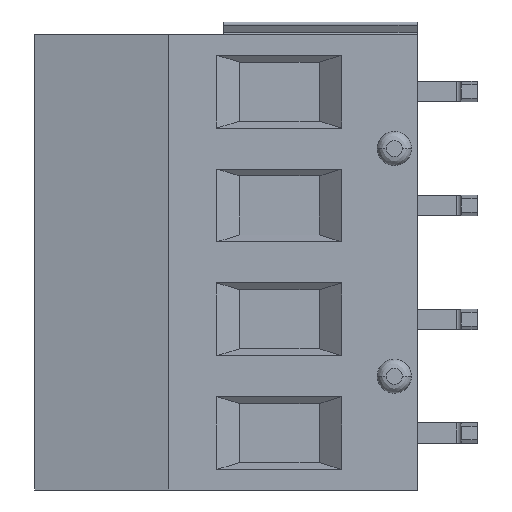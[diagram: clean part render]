
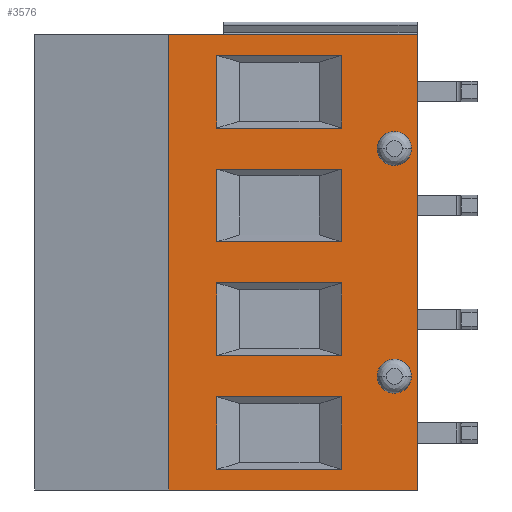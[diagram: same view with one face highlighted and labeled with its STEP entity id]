
A CAD part, left-side view. The second image highlights one B-rep face of the part: STEP entity #3576.
In plain terms, the highlighted planar face has unit normal (-1, 0, 0).
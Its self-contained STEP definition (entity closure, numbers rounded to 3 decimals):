
#41=DIRECTION('',(0.,1.,0.));
#42=VECTOR('',#41,10.9);
#43=CARTESIAN_POINT('',(-1.85,-7.05,17.5));
#44=LINE('',#43,#42);
#269=DIRECTION('',(0.,0.,1.));
#270=VECTOR('',#269,20.);
#271=CARTESIAN_POINT('',(-1.85,-7.05,-2.5));
#272=LINE('',#271,#270);
#449=DIRECTION('',(0.,0.,1.));
#450=VECTOR('',#449,20.);
#451=CARTESIAN_POINT('',(-1.85,3.85,-2.5));
#452=LINE('',#451,#450);
#453=DIRECTION('',(0.,1.,0.));
#454=VECTOR('',#453,5.5);
#455=CARTESIAN_POINT('',(-1.85,-3.75,-1.6));
#456=LINE('',#455,#454);
#457=DIRECTION('',(0.,-1.,0.));
#458=VECTOR('',#457,5.5);
#459=CARTESIAN_POINT('',(-1.85,1.75,1.6));
#460=LINE('',#459,#458);
#461=DIRECTION('',(0.,1.,0.));
#462=VECTOR('',#461,5.5);
#463=CARTESIAN_POINT('',(-1.85,-3.75,3.4));
#464=LINE('',#463,#462);
#465=DIRECTION('',(0.,-1.,0.));
#466=VECTOR('',#465,5.5);
#467=CARTESIAN_POINT('',(-1.85,1.75,6.6));
#468=LINE('',#467,#466);
#469=DIRECTION('',(0.,1.,0.));
#470=VECTOR('',#469,5.5);
#471=CARTESIAN_POINT('',(-1.85,-3.75,8.4));
#472=LINE('',#471,#470);
#473=DIRECTION('',(0.,-1.,0.));
#474=VECTOR('',#473,5.5);
#475=CARTESIAN_POINT('',(-1.85,1.75,11.6));
#476=LINE('',#475,#474);
#477=DIRECTION('',(0.,1.,0.));
#478=VECTOR('',#477,5.5);
#479=CARTESIAN_POINT('',(-1.85,-3.75,13.4));
#480=LINE('',#479,#478);
#481=DIRECTION('',(0.,-1.,0.));
#482=VECTOR('',#481,5.5);
#483=CARTESIAN_POINT('',(-1.85,1.75,16.6));
#484=LINE('',#483,#482);
#485=CARTESIAN_POINT('',(-1.85,-6.05,2.5));
#486=DIRECTION('',(1.,0.,0.));
#487=DIRECTION('',(0.,1.,0.));
#488=AXIS2_PLACEMENT_3D('',#485,#486,#487);
#490=CARTESIAN_POINT('',(-1.85,-6.05,2.5));
#491=DIRECTION('',(1.,0.,0.));
#492=DIRECTION('',(0.,-1.,0.));
#493=AXIS2_PLACEMENT_3D('',#490,#491,#492);
#495=CARTESIAN_POINT('',(-1.85,-6.05,12.5));
#496=DIRECTION('',(1.,0.,0.));
#497=DIRECTION('',(0.,1.,0.));
#498=AXIS2_PLACEMENT_3D('',#495,#496,#497);
#500=CARTESIAN_POINT('',(-1.85,-6.05,12.5));
#501=DIRECTION('',(1.,0.,0.));
#502=DIRECTION('',(0.,-1.,0.));
#503=AXIS2_PLACEMENT_3D('',#500,#501,#502);
#541=DIRECTION('',(0.,1.,0.));
#542=VECTOR('',#541,10.9);
#543=CARTESIAN_POINT('',(-1.85,-7.05,-2.5));
#544=LINE('',#543,#542);
#709=DIRECTION('',(0.,0.,1.));
#710=VECTOR('',#709,3.2);
#711=CARTESIAN_POINT('',(-1.85,1.75,-1.6));
#712=LINE('',#711,#710);
#749=DIRECTION('',(0.,0.,-1.));
#750=VECTOR('',#749,3.2);
#751=CARTESIAN_POINT('',(-1.85,-3.75,1.6));
#752=LINE('',#751,#750);
#761=DIRECTION('',(0.,0.,-1.));
#762=VECTOR('',#761,3.2);
#763=CARTESIAN_POINT('',(-1.85,-3.75,6.6));
#764=LINE('',#763,#762);
#789=DIRECTION('',(0.,0.,1.));
#790=VECTOR('',#789,3.2);
#791=CARTESIAN_POINT('',(-1.85,1.75,3.4));
#792=LINE('',#791,#790);
#833=DIRECTION('',(0.,0.,-1.));
#834=VECTOR('',#833,3.2);
#835=CARTESIAN_POINT('',(-1.85,-3.75,11.6));
#836=LINE('',#835,#834);
#861=DIRECTION('',(0.,0.,1.));
#862=VECTOR('',#861,3.2);
#863=CARTESIAN_POINT('',(-1.85,1.75,8.4));
#864=LINE('',#863,#862);
#905=DIRECTION('',(0.,0.,-1.));
#906=VECTOR('',#905,3.2);
#907=CARTESIAN_POINT('',(-1.85,-3.75,16.6));
#908=LINE('',#907,#906);
#933=DIRECTION('',(0.,0.,1.));
#934=VECTOR('',#933,3.2);
#935=CARTESIAN_POINT('',(-1.85,1.75,13.4));
#936=LINE('',#935,#934);
#2385=CARTESIAN_POINT('',(-1.85,3.85,17.5));
#2386=VERTEX_POINT('',#2385);
#2387=CARTESIAN_POINT('',(-1.85,-7.05,17.5));
#2388=VERTEX_POINT('',#2387);
#2401=CARTESIAN_POINT('',(-1.85,3.85,-2.5));
#2402=VERTEX_POINT('',#2401);
#2403=CARTESIAN_POINT('',(-1.85,-7.05,-2.5));
#2404=VERTEX_POINT('',#2403);
#2545=CARTESIAN_POINT('',(-1.85,-3.75,-1.6));
#2546=CARTESIAN_POINT('',(-1.85,1.75,-1.6));
#2547=VERTEX_POINT('',#2545);
#2548=VERTEX_POINT('',#2546);
#2553=CARTESIAN_POINT('',(-1.85,1.75,1.6));
#2554=CARTESIAN_POINT('',(-1.85,-3.75,1.6));
#2555=VERTEX_POINT('',#2553);
#2556=VERTEX_POINT('',#2554);
#2658=CARTESIAN_POINT('',(-1.85,-3.75,3.4));
#2660=VERTEX_POINT('',#2658);
#2661=CARTESIAN_POINT('',(-1.85,1.75,3.4));
#2663=VERTEX_POINT('',#2661);
#2666=CARTESIAN_POINT('',(-1.85,1.75,6.6));
#2668=VERTEX_POINT('',#2666);
#2669=CARTESIAN_POINT('',(-1.85,-3.75,6.6));
#2671=VERTEX_POINT('',#2669);
#2774=CARTESIAN_POINT('',(-1.85,-3.75,8.4));
#2776=VERTEX_POINT('',#2774);
#2777=CARTESIAN_POINT('',(-1.85,1.75,8.4));
#2779=VERTEX_POINT('',#2777);
#2782=CARTESIAN_POINT('',(-1.85,1.75,11.6));
#2784=VERTEX_POINT('',#2782);
#2785=CARTESIAN_POINT('',(-1.85,-3.75,11.6));
#2787=VERTEX_POINT('',#2785);
#2889=CARTESIAN_POINT('',(-1.85,-5.3,2.5));
#2890=CARTESIAN_POINT('',(-1.85,-6.8,2.5));
#2891=VERTEX_POINT('',#2889);
#2892=VERTEX_POINT('',#2890);
#2902=CARTESIAN_POINT('',(-1.85,-3.75,13.4));
#2904=VERTEX_POINT('',#2902);
#2905=CARTESIAN_POINT('',(-1.85,1.75,13.4));
#2907=VERTEX_POINT('',#2905);
#2910=CARTESIAN_POINT('',(-1.85,1.75,16.6));
#2912=VERTEX_POINT('',#2910);
#2913=CARTESIAN_POINT('',(-1.85,-3.75,16.6));
#2915=VERTEX_POINT('',#2913);
#3017=CARTESIAN_POINT('',(-1.85,-5.3,12.5));
#3018=CARTESIAN_POINT('',(-1.85,-6.8,12.5));
#3019=VERTEX_POINT('',#3017);
#3020=VERTEX_POINT('',#3018);
#3512=CARTESIAN_POINT('',(-1.85,3.85,17.5));
#3513=DIRECTION('',(-1.,0.,0.));
#3514=DIRECTION('',(0.,-1.,0.));
#3515=AXIS2_PLACEMENT_3D('',#3512,#3513,#3514);
#3516=PLANE('',#3515);
#3517=ORIENTED_EDGE('',*,*,#3040,.F.);
#3518=ORIENTED_EDGE('',*,*,#3192,.F.);
#3520=ORIENTED_EDGE('',*,*,#3519,.T.);
#3521=ORIENTED_EDGE('',*,*,#3504,.T.);
#3522=EDGE_LOOP('',(#3517,#3518,#3520,#3521));
#3523=FACE_OUTER_BOUND('',#3522,.F.);
#3525=ORIENTED_EDGE('',*,*,#3524,.F.);
#3527=ORIENTED_EDGE('',*,*,#3526,.F.);
#3529=ORIENTED_EDGE('',*,*,#3528,.F.);
#3531=ORIENTED_EDGE('',*,*,#3530,.F.);
#3532=EDGE_LOOP('',(#3525,#3527,#3529,#3531));
#3533=FACE_BOUND('',#3532,.F.);
#3535=ORIENTED_EDGE('',*,*,#3534,.F.);
#3537=ORIENTED_EDGE('',*,*,#3536,.F.);
#3539=ORIENTED_EDGE('',*,*,#3538,.F.);
#3541=ORIENTED_EDGE('',*,*,#3540,.F.);
#3542=EDGE_LOOP('',(#3535,#3537,#3539,#3541));
#3543=FACE_BOUND('',#3542,.F.);
#3545=ORIENTED_EDGE('',*,*,#3544,.F.);
#3547=ORIENTED_EDGE('',*,*,#3546,.F.);
#3549=ORIENTED_EDGE('',*,*,#3548,.F.);
#3551=ORIENTED_EDGE('',*,*,#3550,.F.);
#3552=EDGE_LOOP('',(#3545,#3547,#3549,#3551));
#3553=FACE_BOUND('',#3552,.F.);
#3555=ORIENTED_EDGE('',*,*,#3554,.F.);
#3557=ORIENTED_EDGE('',*,*,#3556,.F.);
#3559=ORIENTED_EDGE('',*,*,#3558,.F.);
#3561=ORIENTED_EDGE('',*,*,#3560,.F.);
#3562=EDGE_LOOP('',(#3555,#3557,#3559,#3561));
#3563=FACE_BOUND('',#3562,.F.);
#3565=ORIENTED_EDGE('',*,*,#3564,.F.);
#3567=ORIENTED_EDGE('',*,*,#3566,.F.);
#3568=EDGE_LOOP('',(#3565,#3567));
#3569=FACE_BOUND('',#3568,.F.);
#3571=ORIENTED_EDGE('',*,*,#3570,.F.);
#3573=ORIENTED_EDGE('',*,*,#3572,.F.);
#3574=EDGE_LOOP('',(#3571,#3573));
#3575=FACE_BOUND('',#3574,.F.);
#489=CIRCLE('',#488,0.75);
#494=CIRCLE('',#493,0.75);
#499=CIRCLE('',#498,0.75);
#504=CIRCLE('',#503,0.75);
#3040=EDGE_CURVE('',#2388,#2386,#44,.T.);
#3192=EDGE_CURVE('',#2404,#2388,#272,.T.);
#3504=EDGE_CURVE('',#2402,#2386,#452,.T.);
#3519=EDGE_CURVE('',#2404,#2402,#544,.T.);
#3524=EDGE_CURVE('',#2547,#2548,#456,.T.);
#3526=EDGE_CURVE('',#2556,#2547,#752,.T.);
#3528=EDGE_CURVE('',#2555,#2556,#460,.T.);
#3530=EDGE_CURVE('',#2548,#2555,#712,.T.);
#3534=EDGE_CURVE('',#2660,#2663,#464,.T.);
#3536=EDGE_CURVE('',#2671,#2660,#764,.T.);
#3538=EDGE_CURVE('',#2668,#2671,#468,.T.);
#3540=EDGE_CURVE('',#2663,#2668,#792,.T.);
#3544=EDGE_CURVE('',#2776,#2779,#472,.T.);
#3546=EDGE_CURVE('',#2787,#2776,#836,.T.);
#3548=EDGE_CURVE('',#2784,#2787,#476,.T.);
#3550=EDGE_CURVE('',#2779,#2784,#864,.T.);
#3554=EDGE_CURVE('',#2904,#2907,#480,.T.);
#3556=EDGE_CURVE('',#2915,#2904,#908,.T.);
#3558=EDGE_CURVE('',#2912,#2915,#484,.T.);
#3560=EDGE_CURVE('',#2907,#2912,#936,.T.);
#3564=EDGE_CURVE('',#2891,#2892,#489,.T.);
#3566=EDGE_CURVE('',#2892,#2891,#494,.T.);
#3570=EDGE_CURVE('',#3019,#3020,#499,.T.);
#3572=EDGE_CURVE('',#3020,#3019,#504,.T.);
#3576=ADVANCED_FACE('',(#3523,#3533,#3543,#3553,#3563,#3569,#3575),#3516,.T.);
